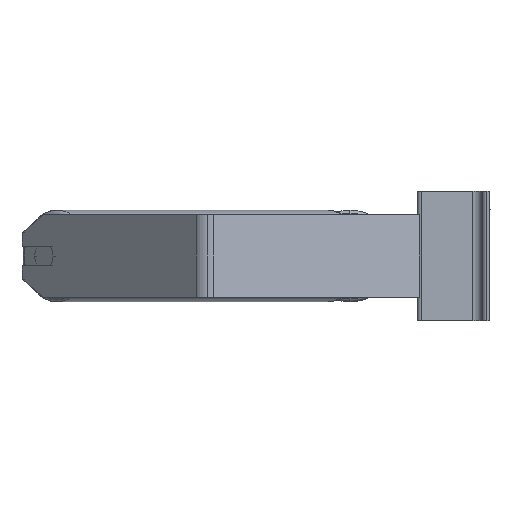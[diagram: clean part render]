
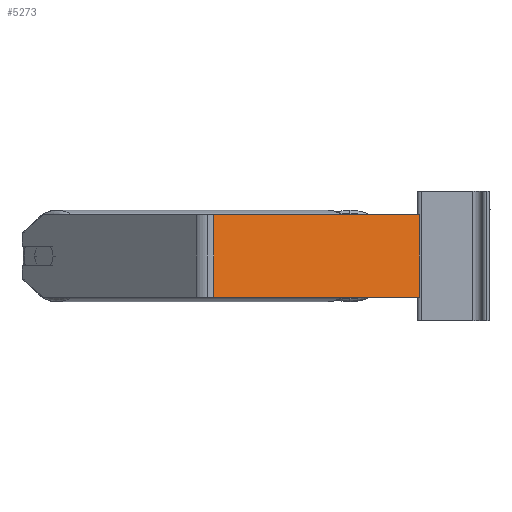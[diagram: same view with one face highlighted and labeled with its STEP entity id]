
A CAD part, left-side view. The second image highlights one B-rep face of the part: STEP entity #5273.
In plain terms, the highlighted planar face has unit normal (-0.94, -0.342, 0).
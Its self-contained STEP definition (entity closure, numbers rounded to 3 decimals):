
#630 = DIRECTION ( 'NONE',  ( -0.342, 0.94, 0. ) ) ;
#827 = VECTOR ( 'NONE', #5963, 1000. ) ;
#953 = VECTOR ( 'NONE', #4906, 1000. ) ;
#1281 = EDGE_CURVE ( 'NONE', #1654, #9134, #4189, .T. ) ;
#1472 = CARTESIAN_POINT ( 'NONE',  ( -663.463, 224.607, -40. ) ) ;
#1618 = ORIENTED_EDGE ( 'NONE', *, *, #10103, .F. ) ;
#1654 = VERTEX_POINT ( 'NONE', #4129 ) ;
#2323 = CARTESIAN_POINT ( 'NONE',  ( -663.463, 224.607, 40. ) ) ;
#2441 = CARTESIAN_POINT ( 'NONE',  ( -663.463, 224.607, 40. ) ) ;
#3221 = LINE ( 'NONE', #8331, #9599 ) ;
#3842 = LINE ( 'NONE', #6578, #7731 ) ;
#4002 = ORIENTED_EDGE ( 'NONE', *, *, #5955, .T. ) ;
#4129 = CARTESIAN_POINT ( 'NONE',  ( -659.977, 215.029, 40. ) ) ;
#4189 = LINE ( 'NONE', #2441, #827 ) ;
#4906 = DIRECTION ( 'NONE',  ( 0.342, -0.94, 0. ) ) ;
#5103 = DIRECTION ( 'NONE',  ( 0., 0., -1. ) ) ;
#5122 = ORIENTED_EDGE ( 'NONE', *, *, #1281, .F. ) ;
#5273 = ADVANCED_FACE ( 'NONE', ( #10677 ), #9949, .F. ) ;
#5341 = VERTEX_POINT ( 'NONE', #10267 ) ;
#5739 = DIRECTION ( 'NONE',  ( 0.94, 0.342, 0. ) ) ;
#5955 = EDGE_CURVE ( 'NONE', #1654, #10353, #3221, .T. ) ;
#5963 = DIRECTION ( 'NONE',  ( 0.342, -0.94, 0. ) ) ;
#5973 = CARTESIAN_POINT ( 'NONE',  ( -587.518, 15.948, 40. ) ) ;
#6578 = CARTESIAN_POINT ( 'NONE',  ( -587.518, 15.948, 40. ) ) ;
#7220 = DIRECTION ( 'NONE',  ( 0., 0., -1. ) ) ;
#7530 = EDGE_LOOP ( 'NONE', ( #10165, #1618, #5122, #4002 ) ) ;
#7731 = VECTOR ( 'NONE', #7220, 1000. ) ;
#8331 = CARTESIAN_POINT ( 'NONE',  ( -659.977, 215.029, 40. ) ) ;
#9134 = VERTEX_POINT ( 'NONE', #5973 ) ;
#9599 = VECTOR ( 'NONE', #5103, 1000. ) ;
#9949 = PLANE ( 'NONE',  #10263 ) ;
#10103 = EDGE_CURVE ( 'NONE', #9134, #5341, #3842, .T. ) ;
#10105 = EDGE_CURVE ( 'NONE', #10353, #5341, #10618, .T. ) ;
#10165 = ORIENTED_EDGE ( 'NONE', *, *, #10105, .T. ) ;
#10263 = AXIS2_PLACEMENT_3D ( 'NONE', #2323, #5739, #630 ) ;
#10267 = CARTESIAN_POINT ( 'NONE',  ( -587.518, 15.948, -40. ) ) ;
#10351 = CARTESIAN_POINT ( 'NONE',  ( -659.977, 215.029, -40. ) ) ;
#10353 = VERTEX_POINT ( 'NONE', #10351 ) ;
#10618 = LINE ( 'NONE', #1472, #953 ) ;
#10677 = FACE_OUTER_BOUND ( 'NONE', #7530, .T. ) ;
